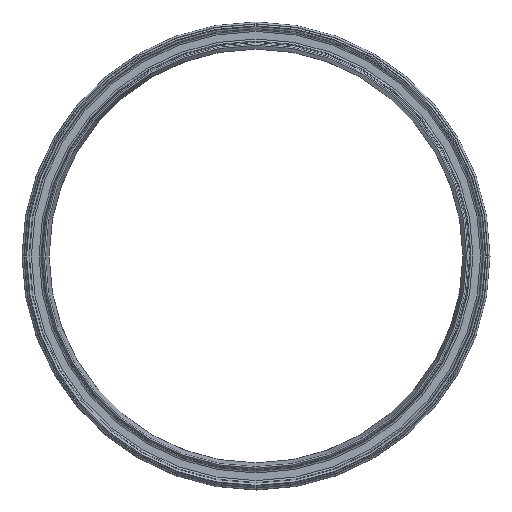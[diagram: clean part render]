
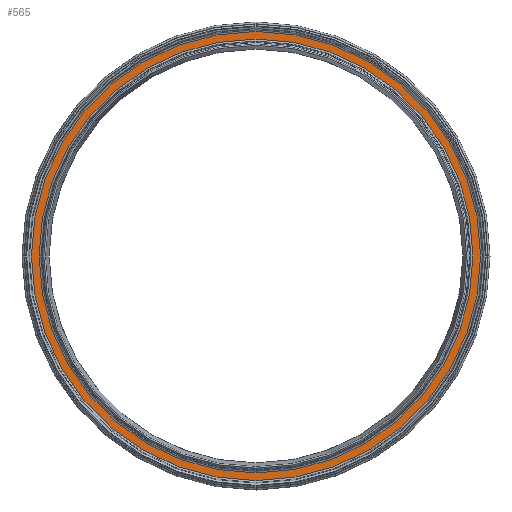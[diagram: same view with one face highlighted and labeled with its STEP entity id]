
A CAD part, left-side view. The second image highlights one B-rep face of the part: STEP entity #565.
In plain terms, the highlighted planar face has unit normal (-1, 0, 0).
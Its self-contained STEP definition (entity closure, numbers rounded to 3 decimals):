
#14=FACE_BOUND('',#75,.T.);
#16=PLANE('',#636);
#42=FACE_OUTER_BOUND('',#74,.T.);
#74=EDGE_LOOP('',(#377));
#75=EDGE_LOOP('',(#378));
#141=CIRCLE('',#635,331.094);
#142=CIRCLE('',#637,319.82);
#212=VERTEX_POINT('',#982);
#213=VERTEX_POINT('',#986);
#274=EDGE_CURVE('',#212,#212,#141,.T.);
#275=EDGE_CURVE('',#213,#213,#142,.T.);
#377=ORIENTED_EDGE('',*,*,#274,.T.);
#378=ORIENTED_EDGE('',*,*,#275,.F.);
#565=ADVANCED_FACE('',(#42,#14),#16,.T.);
#635=AXIS2_PLACEMENT_3D('',#984,#767,#768);
#636=AXIS2_PLACEMENT_3D('',#985,#769,#770);
#637=AXIS2_PLACEMENT_3D('',#987,#771,#772);
#767=DIRECTION('center_axis',(-1.,0.,0.));
#768=DIRECTION('ref_axis',(0.,0.,1.));
#769=DIRECTION('center_axis',(-1.,0.,0.));
#770=DIRECTION('ref_axis',(0.,0.,1.));
#771=DIRECTION('center_axis',(-1.,0.,0.));
#772=DIRECTION('ref_axis',(0.,0.,1.));
#982=CARTESIAN_POINT('',(-5.021,0.,-331.094));
#984=CARTESIAN_POINT('Origin',(-5.021,0.,0.));
#985=CARTESIAN_POINT('Origin',(-5.021,319.82,0.));
#986=CARTESIAN_POINT('',(-5.021,0.,-319.82));
#987=CARTESIAN_POINT('Origin',(-5.021,0.,0.));
